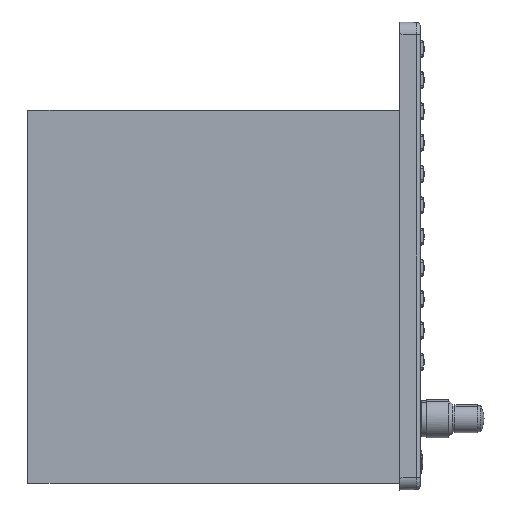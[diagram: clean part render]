
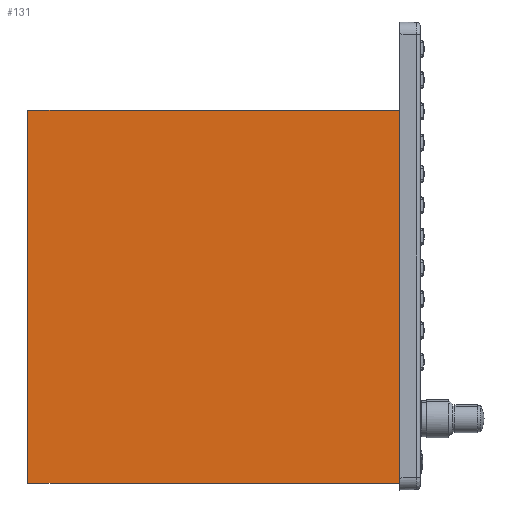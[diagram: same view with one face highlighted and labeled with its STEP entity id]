
A CAD part, front view. The second image highlights one B-rep face of the part: STEP entity #131.
In plain terms, the highlighted free-form (B-spline) face has degree [1, 1] with [2, 2] control points.
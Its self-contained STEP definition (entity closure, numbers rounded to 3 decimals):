
#131 = ADVANCED_FACE('',(#132),#162,.T.);
#132 = FACE_BOUND('',#133,.T.);
#133 = EDGE_LOOP('',(#134,#143,#150,#157));
#134 = ORIENTED_EDGE('',*,*,#135,.T.);
#135 = EDGE_CURVE('',#136,#138,#140,.T.);
#136 = VERTEX_POINT('',#137);
#137 = CARTESIAN_POINT('',(-163.865,-16.333,
    64.303));
#138 = VERTEX_POINT('',#139);
#139 = CARTESIAN_POINT('',(-163.865,-16.333,
    -100.144));
#140 = B_SPLINE_CURVE_WITH_KNOTS('',1,(#141,#142),.UNSPECIFIED.,.F.,.F.,
  (2,2),(-156.,-0.),.PIECEWISE_BEZIER_KNOTS.);
#141 = CARTESIAN_POINT('',(-163.865,-16.333,
    64.303));
#142 = CARTESIAN_POINT('',(-163.865,-16.333,
    -100.144));
#143 = ORIENTED_EDGE('',*,*,#144,.T.);
#144 = EDGE_CURVE('',#138,#145,#147,.T.);
#145 = VERTEX_POINT('',#146);
#146 = CARTESIAN_POINT('',(0.,-16.333,-100.144));
#147 = B_SPLINE_CURVE_WITH_KNOTS('',1,(#148,#149),.UNSPECIFIED.,.F.,.F.,
  (2,2),(0.,155.448),.PIECEWISE_BEZIER_KNOTS.);
#148 = CARTESIAN_POINT('',(-163.865,-16.333,
    -100.144));
#149 = CARTESIAN_POINT('',(0.,-16.333,-100.144));
#150 = ORIENTED_EDGE('',*,*,#151,.T.);
#151 = EDGE_CURVE('',#145,#152,#154,.T.);
#152 = VERTEX_POINT('',#153);
#153 = CARTESIAN_POINT('',(0.,-16.333,64.303));
#154 = B_SPLINE_CURVE_WITH_KNOTS('',1,(#155,#156),.UNSPECIFIED.,.F.,.F.,
  (2,2),(-156.,-0.),.PIECEWISE_BEZIER_KNOTS.);
#155 = CARTESIAN_POINT('',(0.,-16.333,-100.144));
#156 = CARTESIAN_POINT('',(0.,-16.333,64.303));
#157 = ORIENTED_EDGE('',*,*,#158,.T.);
#158 = EDGE_CURVE('',#152,#136,#159,.T.);
#159 = B_SPLINE_CURVE_WITH_KNOTS('',1,(#160,#161),.UNSPECIFIED.,.F.,.F.,
  (2,2),(0.,155.448),.PIECEWISE_BEZIER_KNOTS.);
#160 = CARTESIAN_POINT('',(0.,-16.333,64.303));
#161 = CARTESIAN_POINT('',(-163.865,-16.333,
    64.303));
#162 = B_SPLINE_SURFACE_WITH_KNOTS('',1,1,(
    (#163,#164)
    ,(#165,#166
    )),.UNSPECIFIED.,.F.,.F.,.F.,(2,2),(2,2),(-15.605,
    171.053),(-110.66,76.66),.PIECEWISE_BEZIER_KNOTS.);
#163 = CARTESIAN_POINT('',(-180.315,-16.333,
    -116.652));
#164 = CARTESIAN_POINT('',(-180.315,-16.333,
    80.811));
#165 = CARTESIAN_POINT('',(16.45,-16.333,-116.652
    ));
#166 = CARTESIAN_POINT('',(16.45,-16.333,
    80.811));
